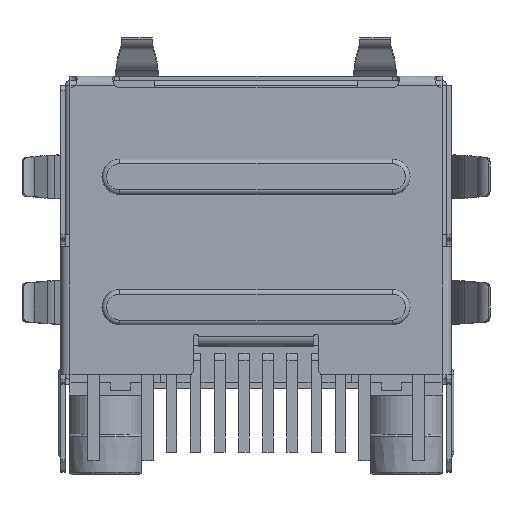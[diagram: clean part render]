
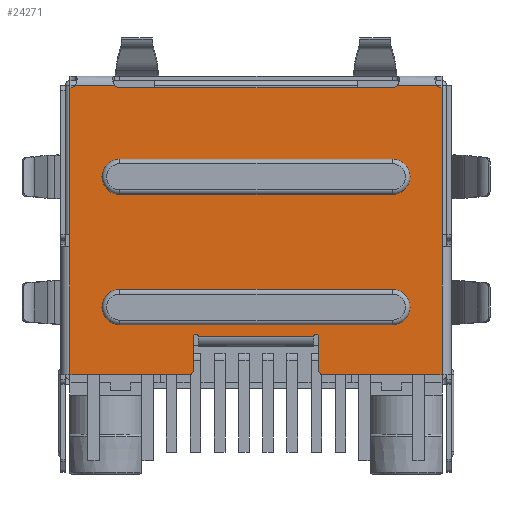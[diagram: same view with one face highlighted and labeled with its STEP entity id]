
A CAD part, front view. The second image highlights one B-rep face of the part: STEP entity #24271.
In plain terms, the highlighted face is planar.
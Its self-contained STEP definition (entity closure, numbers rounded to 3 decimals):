
#1143=CIRCLE('',#25770,0.75);
#1145=CIRCLE('',#25774,0.75);
#1154=CIRCLE('',#25791,0.75);
#1156=CIRCLE('',#25795,0.75);
#1280=CIRCLE('',#26214,0.3);
#1282=CIRCLE('',#26217,0.3);
#1284=CIRCLE('',#26220,0.3);
#1286=CIRCLE('',#26223,0.3);
#1295=CIRCLE('',#26236,0.2);
#1296=CIRCLE('',#26237,0.1);
#1297=CIRCLE('',#26238,0.1);
#1298=CIRCLE('',#26239,0.2);
#7593=ORIENTED_EDGE('',*,*,#10639,.F.);
#7594=ORIENTED_EDGE('',*,*,#10631,.T.);
#7595=ORIENTED_EDGE('',*,*,#10634,.F.);
#7596=ORIENTED_EDGE('',*,*,#10637,.T.);
#7597=ORIENTED_EDGE('',*,*,#10603,.F.);
#7598=ORIENTED_EDGE('',*,*,#10610,.F.);
#7599=ORIENTED_EDGE('',*,*,#10609,.F.);
#7600=ORIENTED_EDGE('',*,*,#10604,.F.);
#7601=ORIENTED_EDGE('',*,*,#11182,.T.);
#7602=ORIENTED_EDGE('',*,*,#11195,.T.);
#7603=ORIENTED_EDGE('',*,*,#10558,.F.);
#7604=ORIENTED_EDGE('',*,*,#11196,.F.);
#7605=ORIENTED_EDGE('',*,*,#10548,.T.);
#7606=ORIENTED_EDGE('',*,*,#11197,.F.);
#7607=ORIENTED_EDGE('',*,*,#10560,.F.);
#7608=ORIENTED_EDGE('',*,*,#11198,.T.);
#7609=ORIENTED_EDGE('',*,*,#10508,.T.);
#7610=ORIENTED_EDGE('',*,*,#11107,.T.);
#7611=ORIENTED_EDGE('',*,*,#11159,.T.);
#7612=ORIENTED_EDGE('',*,*,#11169,.F.);
#7613=ORIENTED_EDGE('',*,*,#11167,.T.);
#7614=ORIENTED_EDGE('',*,*,#11175,.F.);
#7615=ORIENTED_EDGE('',*,*,#11179,.T.);
#7616=ORIENTED_EDGE('',*,*,#11171,.F.);
#7617=ORIENTED_EDGE('',*,*,#11153,.T.);
#7618=ORIENTED_EDGE('',*,*,#11177,.F.);
#7619=ORIENTED_EDGE('',*,*,#9996,.T.);
#7620=ORIENTED_EDGE('',*,*,#11118,.T.);
#9996=EDGE_CURVE('',#12595,#12594,#15037,.T.);
#10508=EDGE_CURVE('',#13015,#13016,#15367,.T.);
#10548=EDGE_CURVE('',#13054,#13053,#15398,.T.);
#10558=EDGE_CURVE('',#13057,#13058,#15407,.T.);
#10560=EDGE_CURVE('',#13059,#13060,#15409,.T.);
#10603=EDGE_CURVE('',#13086,#13084,#15442,.T.);
#10604=EDGE_CURVE('',#13084,#13087,#1143,.T.);
#10609=EDGE_CURVE('',#13087,#13090,#15446,.T.);
#10610=EDGE_CURVE('',#13090,#13086,#1145,.T.);
#10631=EDGE_CURVE('',#13104,#13106,#15460,.T.);
#10634=EDGE_CURVE('',#13108,#13106,#1154,.T.);
#10637=EDGE_CURVE('',#13108,#13110,#15464,.T.);
#10639=EDGE_CURVE('',#13104,#13110,#1156,.T.);
#11107=EDGE_CURVE('',#13016,#13349,#15778,.T.);
#11118=EDGE_CURVE('',#12594,#13351,#15785,.T.);
#11153=EDGE_CURVE('',#13363,#13362,#15803,.T.);
#11159=EDGE_CURVE('',#13349,#13366,#15807,.T.);
#11167=EDGE_CURVE('',#12583,#13369,#15812,.T.);
#11169=EDGE_CURVE('',#12583,#13366,#1280,.T.);
#11171=EDGE_CURVE('',#13363,#13371,#1282,.T.);
#11175=EDGE_CURVE('',#13373,#13369,#1284,.T.);
#11177=EDGE_CURVE('',#12595,#13362,#1286,.T.);
#11179=EDGE_CURVE('',#13373,#13371,#15816,.T.);
#11182=EDGE_CURVE('',#13351,#13375,#15819,.T.);
#11195=EDGE_CURVE('',#13375,#13058,#1295,.T.);
#11196=EDGE_CURVE('',#13054,#13057,#1296,.T.);
#11197=EDGE_CURVE('',#13060,#13053,#1297,.T.);
#11198=EDGE_CURVE('',#13059,#13015,#1298,.T.);
#12583=VERTEX_POINT('',#37056);
#12594=VERTEX_POINT('',#37091);
#12595=VERTEX_POINT('',#37093);
#13015=VERTEX_POINT('',#38144);
#13016=VERTEX_POINT('',#38145);
#13053=VERTEX_POINT('',#38227);
#13054=VERTEX_POINT('',#38229);
#13057=VERTEX_POINT('',#38245);
#13058=VERTEX_POINT('',#38247);
#13059=VERTEX_POINT('',#38251);
#13060=VERTEX_POINT('',#38252);
#13084=VERTEX_POINT('',#38334);
#13086=VERTEX_POINT('',#38338);
#13087=VERTEX_POINT('',#38342);
#13090=VERTEX_POINT('',#38349);
#13104=VERTEX_POINT('',#38392);
#13106=VERTEX_POINT('',#38396);
#13108=VERTEX_POINT('',#38402);
#13110=VERTEX_POINT('',#38408);
#13349=VERTEX_POINT('',#39411);
#13351=VERTEX_POINT('',#39430);
#13362=VERTEX_POINT('',#39497);
#13363=VERTEX_POINT('',#39499);
#13366=VERTEX_POINT('',#39535);
#13369=VERTEX_POINT('',#39593);
#13371=VERTEX_POINT('',#39608);
#13373=VERTEX_POINT('',#39614);
#13375=VERTEX_POINT('',#39626);
#15037=LINE('',#37092,#17480);
#15367=LINE('',#38143,#17810);
#15398=LINE('',#38228,#17841);
#15407=LINE('',#38246,#17850);
#15409=LINE('',#38250,#17852);
#15442=LINE('',#38339,#17885);
#15446=LINE('',#38351,#17889);
#15460=LINE('',#38397,#17903);
#15464=LINE('',#38409,#17907);
#15778=LINE('',#39412,#18221);
#15785=LINE('',#39431,#18228);
#15803=LINE('',#39498,#18246);
#15807=LINE('',#39536,#18250);
#15812=LINE('',#39600,#18255);
#15816=LINE('',#39621,#18259);
#15819=LINE('',#39627,#18262);
#17480=VECTOR('',#30198,1000.);
#17810=VECTOR('',#31018,1000.);
#17841=VECTOR('',#31079,1000.);
#17850=VECTOR('',#31098,1000.);
#17852=VECTOR('',#31102,1000.);
#17885=VECTOR('',#31191,1000.);
#17889=VECTOR('',#31203,1000.);
#17903=VECTOR('',#31249,1000.);
#17907=VECTOR('',#31261,1000.);
#18221=VECTOR('',#32319,1000.);
#18228=VECTOR('',#32346,1000.);
#18246=VECTOR('',#32430,1000.);
#18250=VECTOR('',#32436,1000.);
#18255=VECTOR('',#32447,1000.);
#18259=VECTOR('',#32477,1000.);
#18262=VECTOR('',#32482,1000.);
#19440=EDGE_LOOP('',(#7593,#7594,#7595,#7596));
#19441=EDGE_LOOP('',(#7597,#7598,#7599,#7600));
#19442=EDGE_LOOP('',(#7601,#7602,#7603,#7604,#7605,#7606,#7607,#7608,#7609,
#7610,#7611,#7612,#7613,#7614,#7615,#7616,#7617,#7618,#7619,#7620));
#20693=FACE_BOUND('',#19440,.T.);
#20694=FACE_BOUND('',#19441,.T.);
#20695=FACE_BOUND('',#19442,.T.);
#21524=PLANE('',#26235);
#24271=ADVANCED_FACE('',(#20693,#20694,#20695),#21524,.T.);
#25770=AXIS2_PLACEMENT_3D('',#38341,#31194,#31195);
#25774=AXIS2_PLACEMENT_3D('',#38353,#31206,#31207);
#25791=AXIS2_PLACEMENT_3D('',#38403,#31255,#31256);
#25795=AXIS2_PLACEMENT_3D('',#38412,#31266,#31267);
#26214=AXIS2_PLACEMENT_3D('',#39603,#32452,#32453);
#26217=AXIS2_PLACEMENT_3D('',#39607,#32458,#32459);
#26220=AXIS2_PLACEMENT_3D('',#39615,#32466,#32467);
#26223=AXIS2_PLACEMENT_3D('',#39618,#32472,#32473);
#26235=AXIS2_PLACEMENT_3D('',#39649,#32505,#32506);
#26236=AXIS2_PLACEMENT_3D('',#39650,#32507,#32508);
#26237=AXIS2_PLACEMENT_3D('',#39651,#32509,#32510);
#26238=AXIS2_PLACEMENT_3D('',#39652,#32511,#32512);
#26239=AXIS2_PLACEMENT_3D('',#39653,#32513,#32514);
#30198=DIRECTION('',(0.,0.,1.));
#31018=DIRECTION('',(0.,1.,0.));
#31079=DIRECTION('',(0.,1.,0.));
#31098=DIRECTION('',(0.,0.,1.));
#31102=DIRECTION('',(0.,0.,-1.));
#31191=DIRECTION('',(0.,-1.,0.));
#31194=DIRECTION('',(-1.,0.,0.));
#31195=DIRECTION('',(0.,0.,1.));
#31203=DIRECTION('',(0.,1.,0.));
#31206=DIRECTION('',(-1.,0.,0.));
#31207=DIRECTION('',(0.,0.,1.));
#31249=DIRECTION('',(0.,1.,0.));
#31255=DIRECTION('',(-1.,0.,0.));
#31256=DIRECTION('',(0.,0.,1.));
#31261=DIRECTION('',(0.,-1.,0.));
#31266=DIRECTION('',(-1.,0.,0.));
#31267=DIRECTION('',(0.,0.,1.));
#32319=DIRECTION('',(0.,0.,-1.));
#32346=DIRECTION('',(0.,0.,1.));
#32430=DIRECTION('',(0.,-1.,0.));
#32436=DIRECTION('',(0.,0.,-1.));
#32447=DIRECTION('',(0.,-1.,0.));
#32452=DIRECTION('',(-1.,0.,0.));
#32453=DIRECTION('',(0.,0.,1.));
#32458=DIRECTION('',(-1.,0.,0.));
#32459=DIRECTION('',(0.,0.,1.));
#32466=DIRECTION('',(-1.,0.,0.));
#32467=DIRECTION('',(0.,0.,1.));
#32472=DIRECTION('',(-1.,0.,0.));
#32473=DIRECTION('',(0.,0.,1.));
#32477=DIRECTION('',(0.,-1.,0.));
#32482=DIRECTION('',(0.,1.,0.));
#32505=DIRECTION('',(-1.,0.,0.));
#32506=DIRECTION('',(0.,0.,1.));
#32507=DIRECTION('',(-1.,0.,0.));
#32508=DIRECTION('',(0.,0.,1.));
#32509=DIRECTION('',(-1.,0.,0.));
#32510=DIRECTION('',(0.,0.,1.));
#32511=DIRECTION('',(-1.,0.,0.));
#32512=DIRECTION('',(0.,0.,1.));
#32513=DIRECTION('',(-1.,0.,0.));
#32514=DIRECTION('',(0.,0.,1.));
#37056=CARTESIAN_POINT('',(-7.775,7.635,-6.2));
#37091=CARTESIAN_POINT('',(-7.775,-7.85,0.6));
#37092=CARTESIAN_POINT('',(-7.775,-7.85,-6.409));
#37093=CARTESIAN_POINT('',(-7.775,-7.85,-6.109));
#38143=CARTESIAN_POINT('',(-7.775,-7.85,6.));
#38144=CARTESIAN_POINT('',(-7.775,2.84,6.));
#38145=CARTESIAN_POINT('',(-7.775,7.85,6.));
#38227=CARTESIAN_POINT('',(-7.775,2.44,4.4));
#38228=CARTESIAN_POINT('',(-7.775,-2.44,4.4));
#38229=CARTESIAN_POINT('',(-7.775,-2.44,4.4));
#38245=CARTESIAN_POINT('',(-7.775,-2.64,4.4));
#38246=CARTESIAN_POINT('',(-7.775,-2.64,4.4));
#38247=CARTESIAN_POINT('',(-7.775,-2.64,5.8));
#38250=CARTESIAN_POINT('',(-7.775,2.64,6.));
#38251=CARTESIAN_POINT('',(-7.775,2.64,5.8));
#38252=CARTESIAN_POINT('',(-7.775,2.64,4.4));
#38334=CARTESIAN_POINT('',(-7.775,-5.75,-3.1));
#38338=CARTESIAN_POINT('',(-7.775,5.75,-3.1));
#38339=CARTESIAN_POINT('',(-7.775,7.85,-3.1));
#38341=CARTESIAN_POINT('',(-7.775,-5.75,-2.35));
#38342=CARTESIAN_POINT('',(-7.775,-5.75,-1.6));
#38349=CARTESIAN_POINT('',(-7.775,5.75,-1.6));
#38351=CARTESIAN_POINT('',(-7.775,7.85,-1.6));
#38353=CARTESIAN_POINT('',(-7.775,5.75,-2.35));
#38392=CARTESIAN_POINT('',(-7.775,-5.75,2.4));
#38396=CARTESIAN_POINT('',(-7.775,5.75,2.4));
#38397=CARTESIAN_POINT('',(-7.775,7.85,2.4));
#38402=CARTESIAN_POINT('',(-7.775,5.75,3.9));
#38403=CARTESIAN_POINT('',(-7.775,5.75,3.15));
#38408=CARTESIAN_POINT('',(-7.775,-5.75,3.9));
#38409=CARTESIAN_POINT('',(-7.775,7.85,3.9));
#38412=CARTESIAN_POINT('',(-7.775,-5.75,3.15));
#39411=CARTESIAN_POINT('',(-7.775,7.85,0.6));
#39412=CARTESIAN_POINT('',(-7.775,7.85,-6.409));
#39430=CARTESIAN_POINT('',(-7.775,-7.85,6.));
#39431=CARTESIAN_POINT('',(-7.775,-7.85,0.6));
#39497=CARTESIAN_POINT('',(-7.775,-7.635,-6.2));
#39498=CARTESIAN_POINT('',(-7.775,7.85,-6.2));
#39499=CARTESIAN_POINT('',(-7.775,-5.965,-6.2));
#39535=CARTESIAN_POINT('',(-7.775,7.85,-6.109));
#39536=CARTESIAN_POINT('',(-7.775,7.85,-6.409));
#39593=CARTESIAN_POINT('',(-7.775,5.965,-6.2));
#39600=CARTESIAN_POINT('',(-7.775,7.85,-6.2));
#39603=CARTESIAN_POINT('',(-7.775,7.85,-6.409));
#39607=CARTESIAN_POINT('',(-7.775,-5.75,-6.409));
#39608=CARTESIAN_POINT('',(-7.775,-5.75,-6.109));
#39614=CARTESIAN_POINT('',(-7.775,5.75,-6.109));
#39615=CARTESIAN_POINT('',(-7.775,5.75,-6.409));
#39618=CARTESIAN_POINT('',(-7.775,-7.85,-6.409));
#39621=CARTESIAN_POINT('',(-7.775,7.85,-6.109));
#39626=CARTESIAN_POINT('',(-7.775,-2.84,6.));
#39627=CARTESIAN_POINT('',(-7.775,-7.85,6.));
#39649=CARTESIAN_POINT('',(-7.775,7.85,-6.409));
#39650=CARTESIAN_POINT('',(-7.775,-2.84,5.8));
#39651=CARTESIAN_POINT('',(-7.775,-2.54,4.4));
#39652=CARTESIAN_POINT('',(-7.775,2.54,4.4));
#39653=CARTESIAN_POINT('',(-7.775,2.84,5.8));
